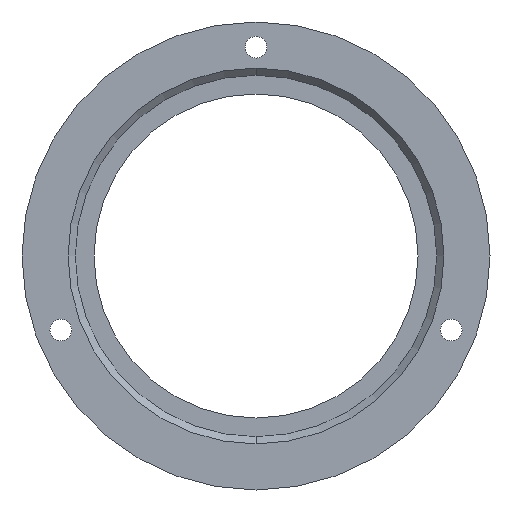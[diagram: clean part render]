
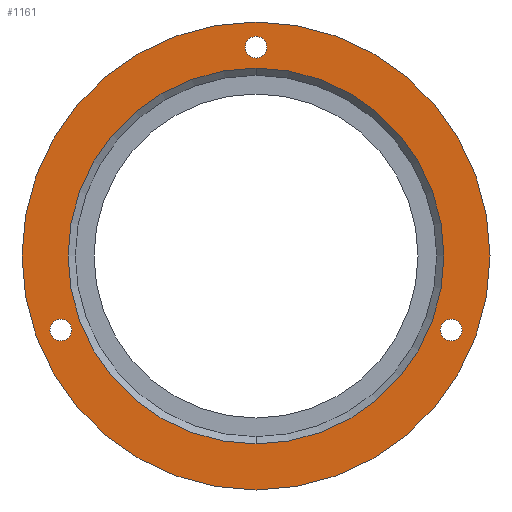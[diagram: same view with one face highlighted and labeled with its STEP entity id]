
A CAD part, front view. The second image highlights one B-rep face of the part: STEP entity #1161.
In plain terms, the highlighted planar face has unit normal (0, -1, 0).
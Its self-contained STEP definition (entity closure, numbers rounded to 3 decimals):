
#3 = DIRECTION ( 'NONE',  ( 0., 0., 1. ) ) ;
#6 = CIRCLE ( 'NONE', #619, 1.5 ) ;
#10 = VERTEX_POINT ( 'NONE', #86 ) ;
#36 = EDGE_LOOP ( 'NONE', ( #742, #823 ) ) ;
#41 = EDGE_CURVE ( 'NONE', #1258, #136, #6, .T. ) ;
#42 = ORIENTED_EDGE ( 'NONE', *, *, #781, .F. ) ;
#57 = CARTESIAN_POINT ( 'NONE',  ( 0., 0., -26.1 ) ) ;
#58 = EDGE_CURVE ( 'NONE', #780, #10, #226, .T. ) ;
#62 = PLANE ( 'NONE',  #191 ) ;
#78 = DIRECTION ( 'NONE',  ( 0., 1., 0. ) ) ;
#86 = CARTESIAN_POINT ( 'NONE',  ( 0., 0., 26.1 ) ) ;
#100 = DIRECTION ( 'NONE',  ( 0., -1., 0. ) ) ;
#105 = VERTEX_POINT ( 'NONE', #873 ) ;
#109 = CARTESIAN_POINT ( 'NONE',  ( 0., 0., 32.5 ) ) ;
#127 = CARTESIAN_POINT ( 'NONE',  ( 27.115, 0., -8.784 ) ) ;
#135 = DIRECTION ( 'NONE',  ( 0., 1., 0. ) ) ;
#136 = VERTEX_POINT ( 'NONE', #799 ) ;
#150 = CARTESIAN_POINT ( 'NONE',  ( 0., 0., 0. ) ) ;
#173 = DIRECTION ( 'NONE',  ( 0., 0., -1. ) ) ;
#191 = AXIS2_PLACEMENT_3D ( 'NONE', #150, #135, #728 ) ;
#208 = AXIS2_PLACEMENT_3D ( 'NONE', #949, #500, #289 ) ;
#224 = EDGE_LOOP ( 'NONE', ( #762, #42 ) ) ;
#226 = CIRCLE ( 'NONE', #888, 26.1 ) ;
#229 = AXIS2_PLACEMENT_3D ( 'NONE', #1218, #939, #537 ) ;
#280 = EDGE_CURVE ( 'NONE', #10, #780, #449, .T. ) ;
#284 = DIRECTION ( 'NONE',  ( 0., 0., -1. ) ) ;
#289 = DIRECTION ( 'NONE',  ( 0., 0., 1. ) ) ;
#293 = CARTESIAN_POINT ( 'NONE',  ( 27.115, 0., -10.284 ) ) ;
#295 = DIRECTION ( 'NONE',  ( 0., 1., 0. ) ) ;
#297 = CIRCLE ( 'NONE', #1023, 1.5 ) ;
#305 = CIRCLE ( 'NONE', #208, 32.5 ) ;
#313 = CARTESIAN_POINT ( 'NONE',  ( 27.115, 0., -11.784 ) ) ;
#334 = FACE_OUTER_BOUND ( 'NONE', #629, .T. ) ;
#336 = DIRECTION ( 'NONE',  ( 0., -1., 0. ) ) ;
#351 = CIRCLE ( 'NONE', #542, 1.5 ) ;
#353 = CIRCLE ( 'NONE', #229, 1.5 ) ;
#360 = DIRECTION ( 'NONE',  ( 0., 0., 1. ) ) ;
#362 = ORIENTED_EDGE ( 'NONE', *, *, #966, .F. ) ;
#368 = VERTEX_POINT ( 'NONE', #919 ) ;
#410 = VERTEX_POINT ( 'NONE', #127 ) ;
#438 = AXIS2_PLACEMENT_3D ( 'NONE', #1158, #78, #486 ) ;
#449 = CIRCLE ( 'NONE', #1170, 26.1 ) ;
#460 = VERTEX_POINT ( 'NONE', #109 ) ;
#474 = EDGE_CURVE ( 'NONE', #460, #727, #305, .T. ) ;
#486 = DIRECTION ( 'NONE',  ( 0., 0., 1. ) ) ;
#500 = DIRECTION ( 'NONE',  ( 0., 1., 0. ) ) ;
#516 = CIRCLE ( 'NONE', #1093, 1.5 ) ;
#526 = DIRECTION ( 'NONE',  ( 0., -1., 0. ) ) ;
#537 = DIRECTION ( 'NONE',  ( 0., 0., -1. ) ) ;
#542 = AXIS2_PLACEMENT_3D ( 'NONE', #736, #857, #173 ) ;
#555 = CARTESIAN_POINT ( 'NONE',  ( 0., 0., -32.5 ) ) ;
#562 = DIRECTION ( 'NONE',  ( 0., 0., -1. ) ) ;
#619 = AXIS2_PLACEMENT_3D ( 'NONE', #973, #1255, #284 ) ;
#629 = EDGE_LOOP ( 'NONE', ( #362, #674 ) ) ;
#634 = FACE_BOUND ( 'NONE', #1130, .T. ) ;
#674 = ORIENTED_EDGE ( 'NONE', *, *, #474, .F. ) ;
#725 = EDGE_CURVE ( 'NONE', #136, #1258, #351, .T. ) ;
#727 = VERTEX_POINT ( 'NONE', #555 ) ;
#728 = DIRECTION ( 'NONE',  ( 0., 0., 1. ) ) ;
#736 = CARTESIAN_POINT ( 'NONE',  ( -27.115, 0., -10.284 ) ) ;
#742 = ORIENTED_EDGE ( 'NONE', *, *, #58, .T. ) ;
#761 = CARTESIAN_POINT ( 'NONE',  ( -27.115, 0., -8.784 ) ) ;
#762 = ORIENTED_EDGE ( 'NONE', *, *, #1087, .F. ) ;
#775 = DIRECTION ( 'NONE',  ( 0., 0., -1. ) ) ;
#778 = DIRECTION ( 'NONE',  ( 0., 1., 0. ) ) ;
#780 = VERTEX_POINT ( 'NONE', #57 ) ;
#781 = EDGE_CURVE ( 'NONE', #105, #368, #516, .T. ) ;
#786 = CIRCLE ( 'NONE', #1115, 1.5 ) ;
#799 = CARTESIAN_POINT ( 'NONE',  ( -27.115, 0., -11.784 ) ) ;
#820 = ORIENTED_EDGE ( 'NONE', *, *, #1106, .F. ) ;
#823 = ORIENTED_EDGE ( 'NONE', *, *, #280, .T. ) ;
#837 = EDGE_LOOP ( 'NONE', ( #820, #891 ) ) ;
#842 = FACE_BOUND ( 'NONE', #837, .T. ) ;
#857 = DIRECTION ( 'NONE',  ( 0., -1., 0. ) ) ;
#873 = CARTESIAN_POINT ( 'NONE',  ( 0., 0., 30.5 ) ) ;
#882 = CARTESIAN_POINT ( 'NONE',  ( 0., 0., 0. ) ) ;
#888 = AXIS2_PLACEMENT_3D ( 'NONE', #1052, #778, #360 ) ;
#891 = ORIENTED_EDGE ( 'NONE', *, *, #922, .F. ) ;
#916 = DIRECTION ( 'NONE',  ( 0., 0., -1. ) ) ;
#919 = CARTESIAN_POINT ( 'NONE',  ( 0., 0., 27.5 ) ) ;
#922 = EDGE_CURVE ( 'NONE', #410, #1077, #297, .T. ) ;
#939 = DIRECTION ( 'NONE',  ( 0., -1., 0. ) ) ;
#949 = CARTESIAN_POINT ( 'NONE',  ( 0., 0., 0. ) ) ;
#966 = EDGE_CURVE ( 'NONE', #727, #460, #1100, .T. ) ;
#973 = CARTESIAN_POINT ( 'NONE',  ( -27.115, 0., -10.284 ) ) ;
#1004 = CARTESIAN_POINT ( 'NONE',  ( 0., 0., 29. ) ) ;
#1023 = AXIS2_PLACEMENT_3D ( 'NONE', #293, #100, #775 ) ;
#1034 = FACE_BOUND ( 'NONE', #36, .T. ) ;
#1052 = CARTESIAN_POINT ( 'NONE',  ( 0., 0., 0. ) ) ;
#1077 = VERTEX_POINT ( 'NONE', #313 ) ;
#1087 = EDGE_CURVE ( 'NONE', #368, #105, #786, .T. ) ;
#1093 = AXIS2_PLACEMENT_3D ( 'NONE', #1221, #336, #562 ) ;
#1100 = CIRCLE ( 'NONE', #438, 32.5 ) ;
#1106 = EDGE_CURVE ( 'NONE', #1077, #410, #353, .T. ) ;
#1115 = AXIS2_PLACEMENT_3D ( 'NONE', #1004, #526, #916 ) ;
#1116 = ORIENTED_EDGE ( 'NONE', *, *, #41, .F. ) ;
#1130 = EDGE_LOOP ( 'NONE', ( #1239, #1116 ) ) ;
#1158 = CARTESIAN_POINT ( 'NONE',  ( 0., 0., 0. ) ) ;
#1161 = ADVANCED_FACE ( 'NONE', ( #1034, #1243, #842, #634, #334 ), #62, .F. ) ;
#1170 = AXIS2_PLACEMENT_3D ( 'NONE', #882, #295, #3 ) ;
#1218 = CARTESIAN_POINT ( 'NONE',  ( 27.115, 0., -10.284 ) ) ;
#1221 = CARTESIAN_POINT ( 'NONE',  ( 0., 0., 29. ) ) ;
#1239 = ORIENTED_EDGE ( 'NONE', *, *, #725, .F. ) ;
#1243 = FACE_BOUND ( 'NONE', #224, .T. ) ;
#1255 = DIRECTION ( 'NONE',  ( 0., -1., 0. ) ) ;
#1258 = VERTEX_POINT ( 'NONE', #761 ) ;
